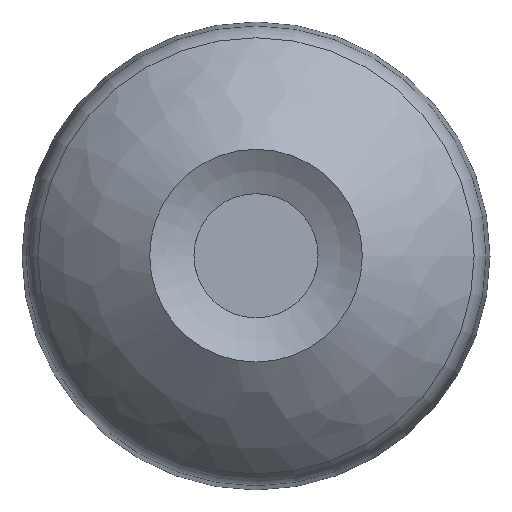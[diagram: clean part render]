
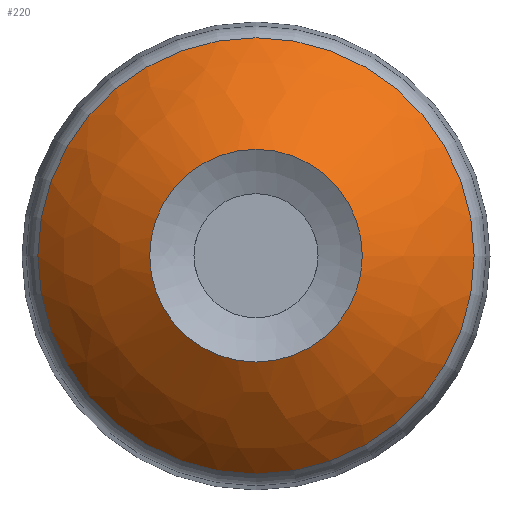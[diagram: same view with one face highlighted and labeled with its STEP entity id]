
A CAD part, top view. The second image highlights one B-rep face of the part: STEP entity #220.
In plain terms, the highlighted free-form (B-spline) face has degree [2, 2] with [3, 9] control points.
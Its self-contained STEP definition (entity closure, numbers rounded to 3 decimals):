
#16=(
BOUNDED_SURFACE()
B_SPLINE_SURFACE(2,2,((#421,#422,#423,#424,#425,#426,#427,#428,#429),(#430,
#431,#432,#433,#434,#435,#436,#437,#438),(#439,#440,#441,#442,#443,#444,
#445,#446,#447)),.UNSPECIFIED.,.F.,.T.,.F.)
B_SPLINE_SURFACE_WITH_KNOTS((3,3),(3,2,2,2,3),(-1.013,-0.702),
(-3.142,-1.571,0.,1.571,3.142),
 .UNSPECIFIED.)
GEOMETRIC_REPRESENTATION_ITEM()
RATIONAL_B_SPLINE_SURFACE(((1.,0.707,1.,0.707,1.,
0.707,1.,0.707,1.),(0.988,0.699,
0.988,0.699,0.988,0.699,
0.988,0.699,0.988),(1.,0.707,
1.,0.707,1.,0.707,1.,0.707,1.)))
REPRESENTATION_ITEM('')
SURFACE()
);
#36=FACE_OUTER_BOUND('',#50,.T.);
#50=EDGE_LOOP('',(#188,#189,#190,#191,#192,#193,#194,#195));
#82=CIRCLE('',#269,11.133);
#83=CIRCLE('',#270,11.133);
#85=CIRCLE('',#272,11.133);
#86=CIRCLE('',#274,50.);
#87=CIRCLE('',#275,22.839);
#88=CIRCLE('',#276,22.839);
#89=CIRCLE('',#277,22.839);
#109=VERTEX_POINT('',#413);
#110=VERTEX_POINT('',#414);
#111=VERTEX_POINT('',#416);
#112=VERTEX_POINT('',#448);
#113=VERTEX_POINT('',#450);
#114=VERTEX_POINT('',#452);
#137=EDGE_CURVE('',#109,#110,#82,.T.);
#138=EDGE_CURVE('',#111,#109,#83,.T.);
#140=EDGE_CURVE('',#110,#111,#85,.T.);
#141=EDGE_CURVE('',#110,#112,#86,.T.);
#142=EDGE_CURVE('',#113,#112,#87,.T.);
#143=EDGE_CURVE('',#114,#113,#88,.T.);
#144=EDGE_CURVE('',#112,#114,#89,.T.);
#188=ORIENTED_EDGE('',*,*,#137,.T.);
#189=ORIENTED_EDGE('',*,*,#141,.T.);
#190=ORIENTED_EDGE('',*,*,#142,.F.);
#191=ORIENTED_EDGE('',*,*,#143,.F.);
#192=ORIENTED_EDGE('',*,*,#144,.F.);
#193=ORIENTED_EDGE('',*,*,#141,.F.);
#194=ORIENTED_EDGE('',*,*,#140,.T.);
#195=ORIENTED_EDGE('',*,*,#138,.T.);
#220=ADVANCED_FACE('',(#36),#16,.F.);
#269=AXIS2_PLACEMENT_3D('',#415,#338,#339);
#270=AXIS2_PLACEMENT_3D('',#417,#340,#341);
#272=AXIS2_PLACEMENT_3D('',#419,#344,#345);
#274=AXIS2_PLACEMENT_3D('',#449,#348,#349);
#275=AXIS2_PLACEMENT_3D('',#451,#350,#351);
#276=AXIS2_PLACEMENT_3D('',#453,#352,#353);
#277=AXIS2_PLACEMENT_3D('',#454,#354,#355);
#338=DIRECTION('center_axis',(0.,0.,-1.));
#339=DIRECTION('ref_axis',(0.,1.,0.));
#340=DIRECTION('center_axis',(0.,0.,-1.));
#341=DIRECTION('ref_axis',(0.,1.,0.));
#344=DIRECTION('center_axis',(0.,0.,-1.));
#345=DIRECTION('ref_axis',(0.,1.,0.));
#348=DIRECTION('center_axis',(0.,1.,0.));
#349=DIRECTION('ref_axis',(1.,0.,0.));
#350=DIRECTION('center_axis',(0.,0.,-1.));
#351=DIRECTION('ref_axis',(0.,1.,0.));
#352=DIRECTION('center_axis',(0.,0.,-1.));
#353=DIRECTION('ref_axis',(0.,1.,0.));
#354=DIRECTION('center_axis',(0.,0.,-1.));
#355=DIRECTION('ref_axis',(0.,1.,0.));
#413=CARTESIAN_POINT('',(0.,11.133,18.));
#414=CARTESIAN_POINT('',(11.133,0.,18.));
#415=CARTESIAN_POINT('Origin',(0.,0.,18.));
#416=CARTESIAN_POINT('',(-11.133,0.,18.));
#417=CARTESIAN_POINT('Origin',(0.,0.,18.));
#419=CARTESIAN_POINT('Origin',(0.,0.,18.));
#421=CARTESIAN_POINT('Ctrl Pts',(11.133,0.,
18.));
#422=CARTESIAN_POINT('Ctrl Pts',(11.133,-11.133,18.));
#423=CARTESIAN_POINT('Ctrl Pts',(0.,-11.133,
18.));
#424=CARTESIAN_POINT('Ctrl Pts',(-11.133,-11.133,18.));
#425=CARTESIAN_POINT('Ctrl Pts',(-11.133,0.,
18.));
#426=CARTESIAN_POINT('Ctrl Pts',(-11.133,11.133,18.));
#427=CARTESIAN_POINT('Ctrl Pts',(0.,11.133,18.));
#428=CARTESIAN_POINT('Ctrl Pts',(11.133,11.133,18.));
#429=CARTESIAN_POINT('Ctrl Pts',(11.133,0.,
18.));
#430=CARTESIAN_POINT('Ctrl Pts',(17.78,0.,
13.849));
#431=CARTESIAN_POINT('Ctrl Pts',(17.78,-17.78,13.849));
#432=CARTESIAN_POINT('Ctrl Pts',(0.,-17.78,
13.849));
#433=CARTESIAN_POINT('Ctrl Pts',(-17.78,-17.78,13.849));
#434=CARTESIAN_POINT('Ctrl Pts',(-17.78,0.,
13.849));
#435=CARTESIAN_POINT('Ctrl Pts',(-17.78,17.78,13.849));
#436=CARTESIAN_POINT('Ctrl Pts',(0.,17.78,
13.849));
#437=CARTESIAN_POINT('Ctrl Pts',(17.78,17.78,13.849));
#438=CARTESIAN_POINT('Ctrl Pts',(17.78,0.,
13.849));
#439=CARTESIAN_POINT('Ctrl Pts',(22.839,0.,7.863));
#440=CARTESIAN_POINT('Ctrl Pts',(22.839,-22.839,7.863));
#441=CARTESIAN_POINT('Ctrl Pts',(0.,-22.839,
7.863));
#442=CARTESIAN_POINT('Ctrl Pts',(-22.839,-22.839,7.863));
#443=CARTESIAN_POINT('Ctrl Pts',(-22.839,0.,
7.863));
#444=CARTESIAN_POINT('Ctrl Pts',(-22.839,22.839,7.863));
#445=CARTESIAN_POINT('Ctrl Pts',(0.,22.839,
7.863));
#446=CARTESIAN_POINT('Ctrl Pts',(22.839,22.839,7.863));
#447=CARTESIAN_POINT('Ctrl Pts',(22.839,0.,7.863));
#448=CARTESIAN_POINT('',(22.839,0.,7.863));
#449=CARTESIAN_POINT('Origin',(-15.351,0.,-24.41));
#450=CARTESIAN_POINT('',(0.,22.839,7.863));
#451=CARTESIAN_POINT('Origin',(0.,0.,7.863));
#452=CARTESIAN_POINT('',(0.,-22.839,7.863));
#453=CARTESIAN_POINT('Origin',(0.,0.,7.863));
#454=CARTESIAN_POINT('Origin',(0.,0.,7.863));
